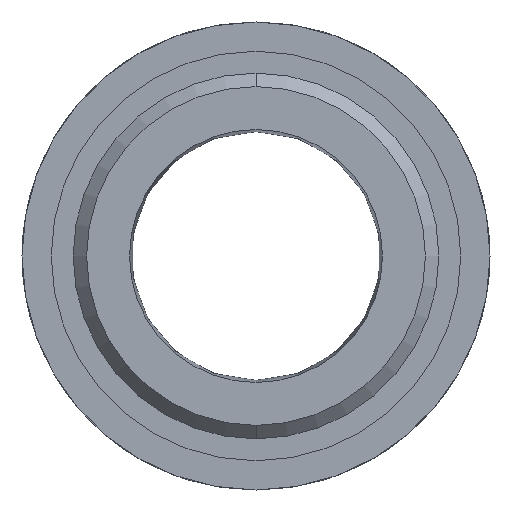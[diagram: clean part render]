
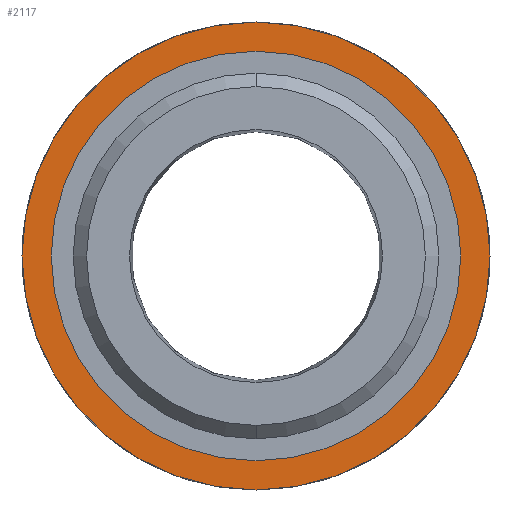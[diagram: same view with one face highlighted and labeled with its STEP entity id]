
A CAD part, front view. The second image highlights one B-rep face of the part: STEP entity #2117.
In plain terms, the highlighted planar face has unit normal (0, -1, 0).
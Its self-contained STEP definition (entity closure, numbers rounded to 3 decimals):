
#41=CARTESIAN_POINT('',(0.,10.5,0.));
#42=DIRECTION('',(0.,-1.,0.));
#43=DIRECTION('',(0.,0.,-1.));
#44=AXIS2_PLACEMENT_3D('',#41,#42,#43);
#46=CARTESIAN_POINT('',(0.,10.5,0.));
#47=DIRECTION('',(0.,-1.,0.));
#48=DIRECTION('',(0.,0.,1.));
#49=AXIS2_PLACEMENT_3D('',#46,#47,#48);
#51=CARTESIAN_POINT('',(0.,10.5,0.));
#52=DIRECTION('',(0.,1.,0.));
#53=DIRECTION('',(0.,0.,-1.));
#54=AXIS2_PLACEMENT_3D('',#51,#52,#53);
#56=CARTESIAN_POINT('',(0.,10.5,0.));
#57=DIRECTION('',(0.,1.,0.));
#58=DIRECTION('',(0.,0.,1.));
#59=AXIS2_PLACEMENT_3D('',#56,#57,#58);
#1925=CARTESIAN_POINT('',(0.,10.5,-16.));
#1927=VERTEX_POINT('',#1925);
#1929=CARTESIAN_POINT('',(0.,10.5,16.));
#1931=VERTEX_POINT('',#1929);
#2038=CARTESIAN_POINT('',(0.,10.5,-14.));
#2040=VERTEX_POINT('',#2038);
#2042=CARTESIAN_POINT('',(0.,10.5,14.));
#2044=VERTEX_POINT('',#2042);
#2101=CARTESIAN_POINT('',(14.,10.5,0.));
#2102=DIRECTION('',(0.,-1.,0.));
#2103=DIRECTION('',(0.,0.,-1.));
#2104=AXIS2_PLACEMENT_3D('',#2101,#2102,#2103);
#2105=PLANE('',#2104);
#2107=ORIENTED_EDGE('',*,*,#2106,.F.);
#2108=ORIENTED_EDGE('',*,*,#2066,.F.);
#2109=EDGE_LOOP('',(#2107,#2108));
#2110=FACE_OUTER_BOUND('',#2109,.F.);
#2112=ORIENTED_EDGE('',*,*,#2111,.F.);
#2114=ORIENTED_EDGE('',*,*,#2113,.F.);
#2115=EDGE_LOOP('',(#2112,#2114));
#2116=FACE_BOUND('',#2115,.F.);
#2117=ADVANCED_FACE('',(#2110,#2116),#2105,.T.);
#45=CIRCLE('',#44,16.);
#50=CIRCLE('',#49,16.);
#55=CIRCLE('',#54,14.);
#60=CIRCLE('',#59,14.);
#2066=EDGE_CURVE('',#1931,#1927,#50,.T.);
#2106=EDGE_CURVE('',#1927,#1931,#45,.T.);
#2111=EDGE_CURVE('',#2040,#2044,#55,.T.);
#2113=EDGE_CURVE('',#2044,#2040,#60,.T.);
